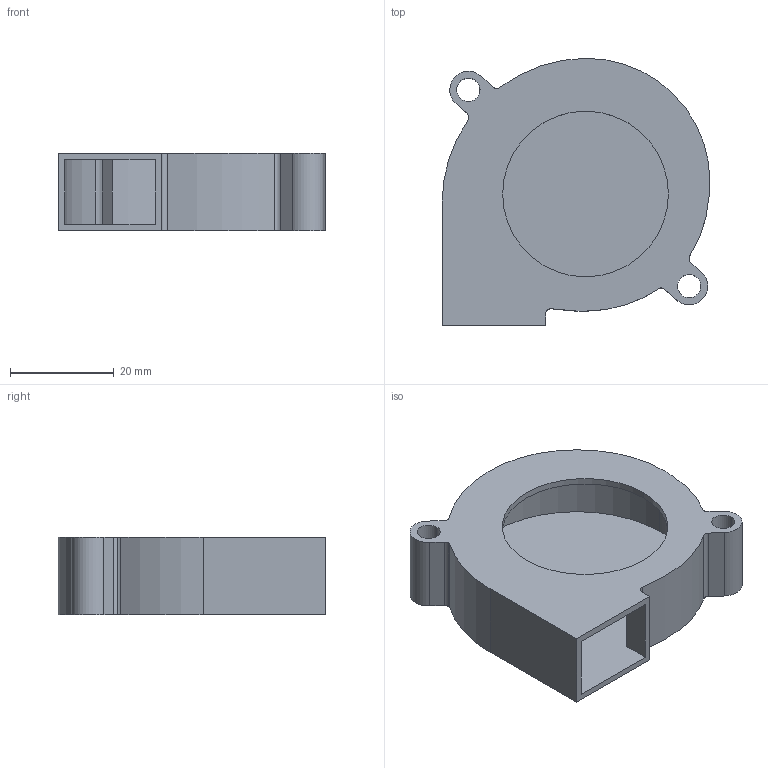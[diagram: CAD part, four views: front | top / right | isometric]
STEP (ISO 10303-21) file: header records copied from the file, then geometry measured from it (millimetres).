
FILE_DESCRIPTION (( 'STEP AP203' ), '1' );
FILE_NAME ('50x15_blower_fan_20mm_opening.step', '2016-03-08T04:33:10', ( '' ), ( '' ), 'SwSTEP 2.0', 'SolidWorks 2015', '' );
FILE_SCHEMA (( 'CONFIG_CONTROL_DESIGN' ));
Length unit declared in the file: millimetre
Products named in the file (1): 50x15_blower_fan_20mm_opening
Bounding box: 51.72 x 51.6 x 15 mm (x, y, z)
Volume: 7561.7 mm3; surface area: 12149.3 mm2
Topology: 1 solids, 1 shells, 47 faces, 132 edges, 88 vertices
Faces by surface type: cylinder 26, plane 17, bspline 4
Entity records: 1807 total; most frequent: CARTESIAN_POINT 476, ORIENTED_EDGE 264, DIRECTION 264, EDGE_CURVE 132, AXIS2_PLACEMENT_3D 96, VERTEX_POINT 88, LINE 72, VECTOR 72
